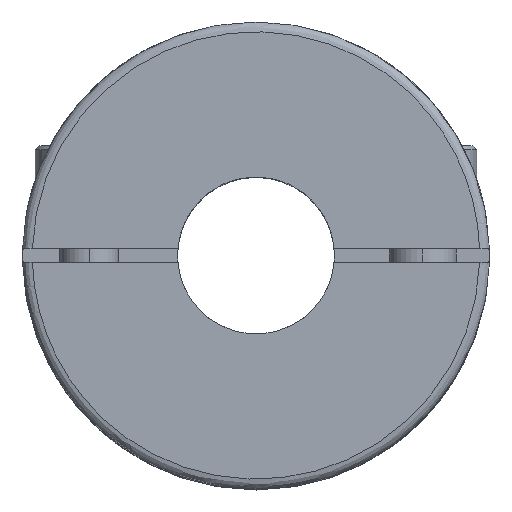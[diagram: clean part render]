
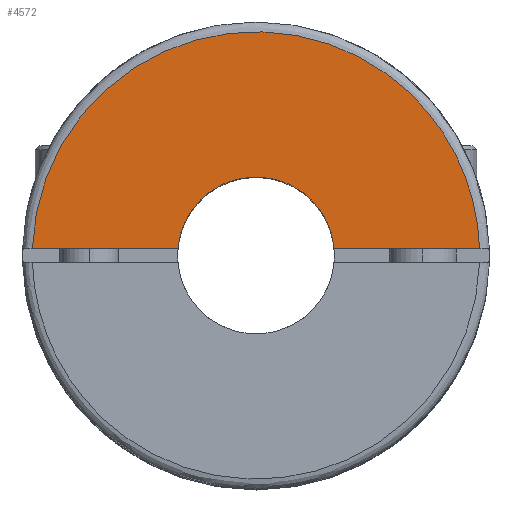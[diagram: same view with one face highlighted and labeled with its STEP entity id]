
A CAD part, top view. The second image highlights one B-rep face of the part: STEP entity #4572.
In plain terms, the highlighted planar face has unit normal (0, 0, 1).
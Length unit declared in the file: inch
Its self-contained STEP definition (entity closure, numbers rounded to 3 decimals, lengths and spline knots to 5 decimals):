
#287 = DIRECTION ( 'NONE',  ( 1., 0., 0. ) ) ;
#312 = CARTESIAN_POINT ( 'NONE',  ( 0.42265, 0.85869, 0. ) ) ;
#615 = AXIS2_PLACEMENT_3D ( 'NONE', #4063, #2132, #3686 ) ;
#681 = CARTESIAN_POINT ( 'NONE',  ( 0.44861, 0.01378, 0. ) ) ;
#962 = FACE_OUTER_BOUND ( 'NONE', #2689, .T. ) ;
#980 = LINE ( 'NONE', #4778, #4513 ) ;
#1273 = ORIENTED_EDGE ( 'NONE', *, *, #4807, .T. ) ;
#1316 = DIRECTION ( 'NONE',  ( 0., 0., -1. ) ) ;
#1413 = VECTOR ( 'NONE', #287, 39.37008 ) ;
#1723 = VERTEX_POINT ( 'NONE', #2784 ) ;
#1765 = DIRECTION ( 'NONE',  ( 1., 0., 0. ) ) ;
#1820 = AXIS2_PLACEMENT_3D ( 'NONE', #4854, #1316, #1765 ) ;
#2069 = CIRCLE ( 'NONE', #1820, 0.15748 ) ;
#2126 = DIRECTION ( 'NONE',  ( 1., 0., 0. ) ) ;
#2132 = DIRECTION ( 'NONE',  ( 0., 0., 1. ) ) ;
#2236 = ORIENTED_EDGE ( 'NONE', *, *, #4360, .F. ) ;
#2506 = PLANE ( 'NONE',  #615 ) ;
#2689 = EDGE_LOOP ( 'NONE', ( #1273, #4094, #2860, #2236 ) ) ;
#2784 = CARTESIAN_POINT ( 'NONE',  ( -0.15688, 0.01378, 0. ) ) ;
#2860 = ORIENTED_EDGE ( 'NONE', *, *, #4352, .T. ) ;
#2929 = CARTESIAN_POINT ( 'NONE',  ( -0.44861, 0.01378, 0. ) ) ;
#3005 = LINE ( 'NONE', #3760, #1413 ) ;
#3236 = VERTEX_POINT ( 'NONE', #2929 ) ;
#3261 = VERTEX_POINT ( 'NONE', #4162 ) ;
#3428 = CARTESIAN_POINT ( 'NONE',  ( -0.44861, 0.01378, 0. ) ) ;
#3667 = CARTESIAN_POINT ( 'NONE',  ( 0.15688, 0.01378, 0. ) ) ;
#3686 = DIRECTION ( 'NONE',  ( 1., 0., 0. ) ) ;
#3760 = CARTESIAN_POINT ( 'NONE',  ( 0.4685, 0.01378, 0. ) ) ;
#4063 = CARTESIAN_POINT ( 'NONE',  ( 0., 0.44882, 0. ) ) ;
#4094 = ORIENTED_EDGE ( 'NONE', *, *, #4864, .T. ) ;
#4162 = CARTESIAN_POINT ( 'NONE',  ( 0.44861, 0.01378, 0. ) ) ;
#4166 = CARTESIAN_POINT ( 'NONE',  ( -0.42265, 0.85869, 0. ) ) ;
#4352 = EDGE_CURVE ( 'NONE', #4486, #3261, #3005, .T. ) ;
#4360 = EDGE_CURVE ( 'NONE', #3236, #3261, #4389, .T. ) ;
#4389 =( BOUNDED_CURVE ( )  B_SPLINE_CURVE ( 3, ( #3428, #4166, #312, #681 ),
 .UNSPECIFIED., .F., .T. ) 
 B_SPLINE_CURVE_WITH_KNOTS ( ( 4, 4 ),
 ( 0., 1. ),
 .UNSPECIFIED. ) 
 CURVE ( )  GEOMETRIC_REPRESENTATION_ITEM ( )  RATIONAL_B_SPLINE_CURVE ( ( 1., 0.354, 0.354, 1. ) ) 
 REPRESENTATION_ITEM ( '' )  );
#4486 = VERTEX_POINT ( 'NONE', #3667 ) ;
#4513 = VECTOR ( 'NONE', #2126, 39.37008 ) ;
#4572 = ADVANCED_FACE ( 'NONE', ( #962 ), #2506, .T. ) ;
#4778 = CARTESIAN_POINT ( 'NONE',  ( 0.4685, 0.01378, 0. ) ) ;
#4807 = EDGE_CURVE ( 'NONE', #3236, #1723, #980, .T. ) ;
#4854 = CARTESIAN_POINT ( 'NONE',  ( 0., 0., 0. ) ) ;
#4864 = EDGE_CURVE ( 'NONE', #1723, #4486, #2069, .T. ) ;
